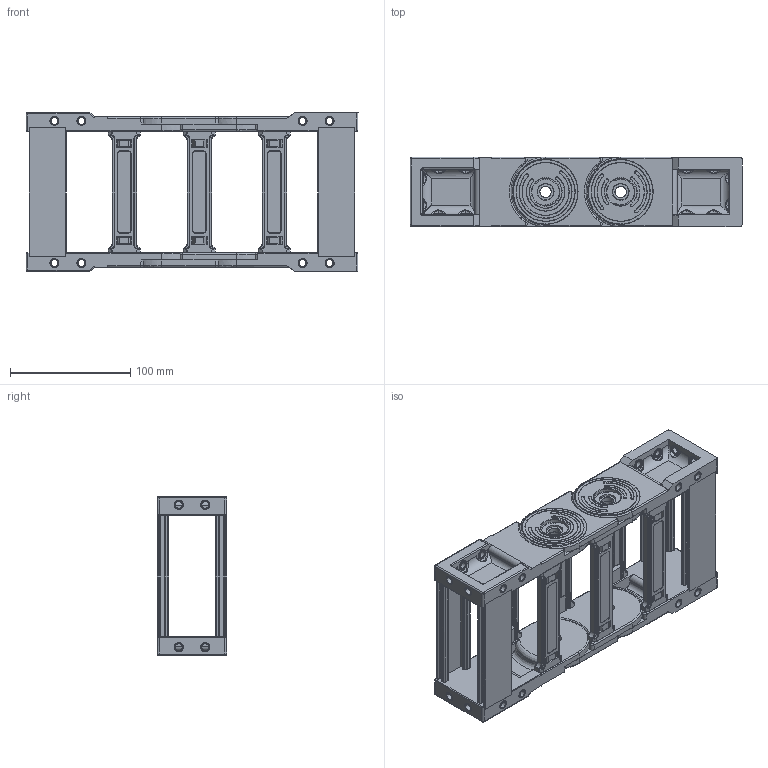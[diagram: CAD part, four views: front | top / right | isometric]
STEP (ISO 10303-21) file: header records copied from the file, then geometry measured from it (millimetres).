
FILE_DESCRIPTION (( 'STEP AP214' ), '1' );
FILE_NAME ('CK42-A100-AYAK.STEP', '2019-09-18T12:09:50', ( '' ), ( '' ), 'SwSTEP 2.0', 'SolidWorks 2017', '' );
FILE_SCHEMA (( 'AUTOMOTIVE_DESIGN' ));
Length unit declared in the file: millimetre
Products named in the file (1): CK42-A100-AYAK
Bounding box: 276.4 x 58 x 132 mm (x, y, z)
Volume: 375794.2 mm3; surface area: 250331.9 mm2
Topology: 40 solids, 40 shells, 3256 faces, 8308 edges, 5146 vertices
Faces by surface type: cylinder 1328, plane 1140, bspline 404, torus 312, sphere 72
Entity records: 154193 total; most frequent: CARTESIAN_POINT 81424, ORIENTED_EDGE 16408, DIRECTION 12856, EDGE_CURVE 8204, VERTEX_POINT 5146, AXIS2_PLACEMENT_3D 4485, LINE 3886, VECTOR 3886
